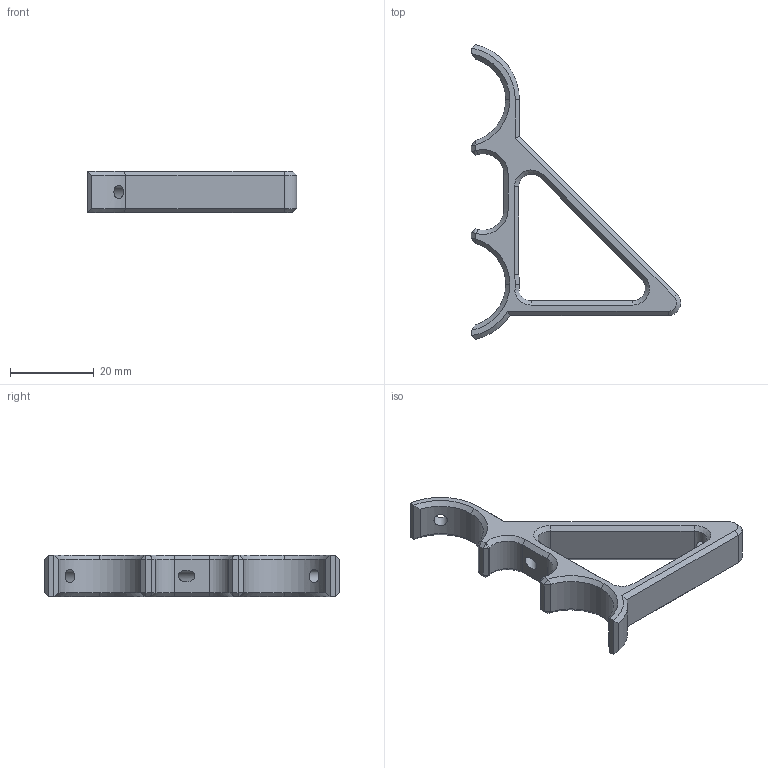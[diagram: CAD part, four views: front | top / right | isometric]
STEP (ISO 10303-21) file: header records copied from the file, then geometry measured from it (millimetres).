
FILE_DESCRIPTION(('FreeCAD Model'),'2;1');
FILE_NAME('Open CASCADE Shape Model','2023-01-02T14:16:00',('Author'),( ''),'Open CASCADE STEP processor 7.5','FreeCAD','Unknown');
FILE_SCHEMA(('AUTOMOTIVE_DESIGN { 1 0 10303 214 1 1 1 1 }'));
Length unit declared in the file: millimetre
Products named in the file (1): fysect.lcd.stand
Bounding box: 50.01 x 70.33 x 10 mm (x, y, z)
Volume: 6464.5 mm3; surface area: 4512.2 mm2
Topology: 1 solids, 1 shells, 97 faces, 232 edges, 136 vertices
Faces by surface type: plane 46, cone 30, cylinder 17, bspline 4
Full cylindrical faces by diameter (mm): 2.8 x2, 3.2 x2
Entity records: 7217 total; most frequent: CARTESIAN_POINT 2755, DIRECTION 779, ORIENTED_EDGE 464, PCURVE 464, DEFINITIONAL_REPRESENTATION 464, LINE 389, VECTOR 389, EDGE_CURVE 232
